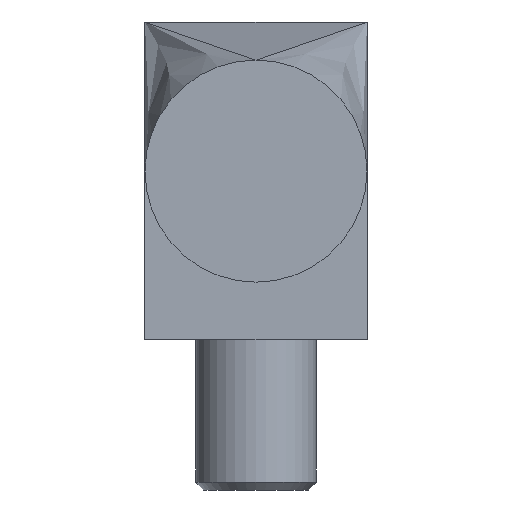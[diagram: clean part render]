
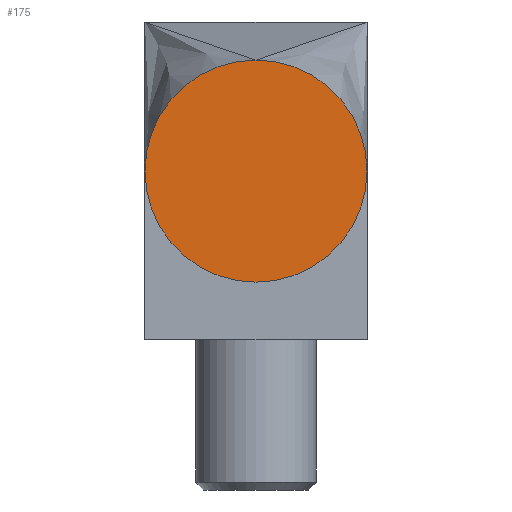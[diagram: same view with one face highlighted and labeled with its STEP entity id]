
A CAD part, front view. The second image highlights one B-rep face of the part: STEP entity #175.
In plain terms, the highlighted planar face has unit normal (0, -1, 0).
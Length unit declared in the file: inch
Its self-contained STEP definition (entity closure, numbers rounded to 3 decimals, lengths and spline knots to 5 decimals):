
#16 = EDGE_LOOP ( 'NONE', ( #665, #250 ) ) ;
#71 = CIRCLE ( 'NONE', #501, 0.07 ) ;
#175 = ADVANCED_FACE ( 'NONE', ( #676 ), #419, .T. ) ;
#190 = DIRECTION ( 'NONE',  ( 0., 0., -1. ) ) ;
#212 = EDGE_CURVE ( 'NONE', #428, #775, #756, .T. ) ;
#235 = DIRECTION ( 'NONE',  ( 0., 0., -1. ) ) ;
#250 = ORIENTED_EDGE ( 'NONE', *, *, #447, .F. ) ;
#259 = CARTESIAN_POINT ( 'NONE',  ( 283.86931, 6.32884, 320.51598 ) ) ;
#310 = CARTESIAN_POINT ( 'NONE',  ( 283.86931, 6.32884, 320.44598 ) ) ;
#345 = DIRECTION ( 'NONE',  ( 0., 1., 0. ) ) ;
#419 = PLANE ( 'NONE',  #910 ) ;
#428 = VERTEX_POINT ( 'NONE', #770 ) ;
#447 = EDGE_CURVE ( 'NONE', #775, #428, #71, .T. ) ;
#501 = AXIS2_PLACEMENT_3D ( 'NONE', #310, #854, #545 ) ;
#513 = CARTESIAN_POINT ( 'NONE',  ( 283.86931, 6.32884, 320.44598 ) ) ;
#545 = DIRECTION ( 'NONE',  ( 0., 0., -1. ) ) ;
#601 = DIRECTION ( 'NONE',  ( 0., -1., 0. ) ) ;
#665 = ORIENTED_EDGE ( 'NONE', *, *, #212, .F. ) ;
#676 = FACE_OUTER_BOUND ( 'NONE', #16, .T. ) ;
#756 = CIRCLE ( 'NONE', #946, 0.07 ) ;
#770 = CARTESIAN_POINT ( 'NONE',  ( 283.86931, 6.32884, 320.37598 ) ) ;
#775 = VERTEX_POINT ( 'NONE', #259 ) ;
#829 = CARTESIAN_POINT ( 'NONE',  ( 283.86931, 6.32884, 320.44598 ) ) ;
#854 = DIRECTION ( 'NONE',  ( 0., 1., 0. ) ) ;
#910 = AXIS2_PLACEMENT_3D ( 'NONE', #829, #601, #235 ) ;
#946 = AXIS2_PLACEMENT_3D ( 'NONE', #513, #345, #190 ) ;
